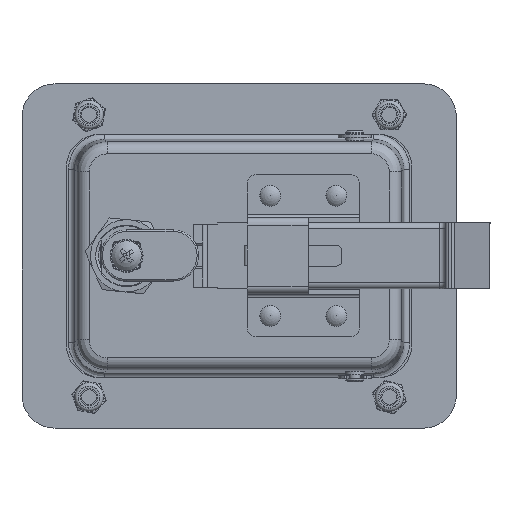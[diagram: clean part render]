
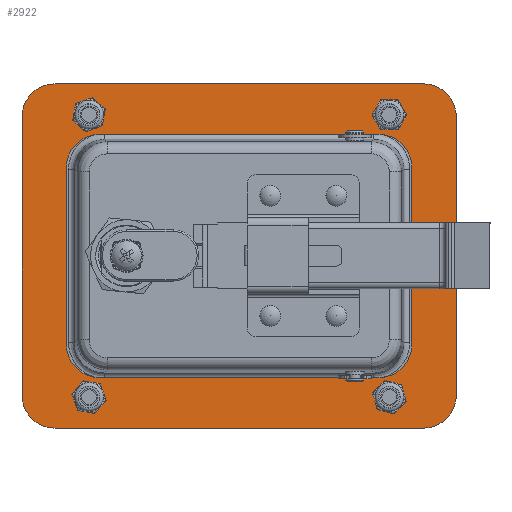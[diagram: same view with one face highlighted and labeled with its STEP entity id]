
A CAD part, top view. The second image highlights one B-rep face of the part: STEP entity #2922.
In plain terms, the highlighted planar face has unit normal (0, 0, 1).
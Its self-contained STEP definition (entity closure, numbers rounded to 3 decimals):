
#2922=ADVANCED_FACE('',(#5478,#5479,#5480,#5481,#5482,#5483),#5484,.F.);
#5478=FACE_BOUND('',#14120,.T.);
#5479=FACE_BOUND('',#14121,.T.);
#5480=FACE_BOUND('',#14122,.T.);
#5481=FACE_BOUND('',#14123,.T.);
#5482=FACE_OUTER_BOUND('',#14124,.T.);
#5483=FACE_BOUND('',#14125,.T.);
#5484=PLANE('',#14126);
#14120=EDGE_LOOP('',(#23082));
#14121=EDGE_LOOP('',(#23083));
#14122=EDGE_LOOP('',(#23084));
#14123=EDGE_LOOP('',(#23085));
#14124=EDGE_LOOP('',(#23086,#23087,#23088,#23089,#23090,#23091,#23092,#23093));
#14125=EDGE_LOOP('',(#23094,#23095,#23096,#23097,#23098,#23099,#23100,#23101));
#14126=AXIS2_PLACEMENT_3D('',#23102,#23103,#23104);
#23082=ORIENTED_EDGE('',*,*,#26520,.T.);
#23083=ORIENTED_EDGE('',*,*,#26521,.T.);
#23084=ORIENTED_EDGE('',*,*,#26522,.T.);
#23085=ORIENTED_EDGE('',*,*,#26523,.T.);
#23086=ORIENTED_EDGE('',*,*,#26532,.F.);
#23087=ORIENTED_EDGE('',*,*,#26494,.T.);
#23088=ORIENTED_EDGE('',*,*,#26533,.F.);
#23089=ORIENTED_EDGE('',*,*,#26482,.T.);
#23090=ORIENTED_EDGE('',*,*,#26534,.F.);
#23091=ORIENTED_EDGE('',*,*,#26486,.T.);
#23092=ORIENTED_EDGE('',*,*,#26535,.F.);
#23093=ORIENTED_EDGE('',*,*,#26490,.T.);
#23094=ORIENTED_EDGE('',*,*,#26536,.T.);
#23095=ORIENTED_EDGE('',*,*,#26512,.T.);
#23096=ORIENTED_EDGE('',*,*,#26537,.T.);
#23097=ORIENTED_EDGE('',*,*,#26506,.T.);
#23098=ORIENTED_EDGE('',*,*,#26538,.T.);
#23099=ORIENTED_EDGE('',*,*,#26497,.T.);
#23100=ORIENTED_EDGE('',*,*,#26539,.T.);
#23101=ORIENTED_EDGE('',*,*,#26518,.T.);
#23102=CARTESIAN_POINT('',(-72.3,-57.3,1.5));
#23103=DIRECTION('',(-0.0,0.0,-1.0));
#23104=DIRECTION('',(-1.0,0.,0.0));
#26482=EDGE_CURVE('',#31196,#31194,#31197,.F.);
#26486=EDGE_CURVE('',#31204,#31202,#31205,.F.);
#26490=EDGE_CURVE('',#31212,#31210,#31213,.F.);
#26494=EDGE_CURVE('',#31220,#31218,#31221,.F.);
#26497=EDGE_CURVE('',#31225,#31223,#31226,.T.);
#26506=EDGE_CURVE('',#31240,#31238,#31241,.T.);
#26512=EDGE_CURVE('',#31250,#31248,#31251,.T.);
#26518=EDGE_CURVE('',#31260,#31258,#31261,.T.);
#26520=EDGE_CURVE('',#31263,#31263,#31264,.T.);
#26521=EDGE_CURVE('',#31265,#31265,#31266,.T.);
#26522=EDGE_CURVE('',#31267,#31267,#31268,.T.);
#26523=EDGE_CURVE('',#31269,#31269,#31270,.T.);
#26532=EDGE_CURVE('',#31220,#31210,#31279,.T.);
#26533=EDGE_CURVE('',#31196,#31218,#31280,.T.);
#26534=EDGE_CURVE('',#31204,#31194,#31281,.T.);
#26535=EDGE_CURVE('',#31212,#31202,#31282,.T.);
#26536=EDGE_CURVE('',#31258,#31250,#31283,.T.);
#26537=EDGE_CURVE('',#31248,#31240,#31284,.T.);
#26538=EDGE_CURVE('',#31238,#31225,#31285,.T.);
#26539=EDGE_CURVE('',#31223,#31260,#31286,.T.);
#31194=VERTEX_POINT('',#40419);
#31196=VERTEX_POINT('',#40422);
#31197=CIRCLE('',#40423,11.);
#31202=VERTEX_POINT('',#40429);
#31204=VERTEX_POINT('',#40432);
#31205=CIRCLE('',#40433,11.);
#31210=VERTEX_POINT('',#40439);
#31212=VERTEX_POINT('',#40442);
#31213=CIRCLE('',#40443,11.);
#31218=VERTEX_POINT('',#40449);
#31220=VERTEX_POINT('',#40452);
#31221=CIRCLE('',#40453,11.);
#31223=VERTEX_POINT('',#40456);
#31225=VERTEX_POINT('',#40459);
#31226=CIRCLE('',#40460,11.);
#31238=VERTEX_POINT('',#40477);
#31240=VERTEX_POINT('',#40480);
#31241=CIRCLE('',#40481,11.);
#31248=VERTEX_POINT('',#40491);
#31250=VERTEX_POINT('',#40494);
#31251=CIRCLE('',#40495,11.);
#31258=VERTEX_POINT('',#40505);
#31260=VERTEX_POINT('',#40508);
#31261=CIRCLE('',#40509,11.);
#31263=VERTEX_POINT('',#40512);
#31264=CIRCLE('',#40513,3.5);
#31265=VERTEX_POINT('',#40514);
#31266=CIRCLE('',#40515,3.5);
#31267=VERTEX_POINT('',#40516);
#31268=CIRCLE('',#40517,3.5);
#31269=VERTEX_POINT('',#40518);
#31270=CIRCLE('',#40519,3.5);
#31279=LINE('',#40536,#40537);
#31280=LINE('',#40538,#40539);
#31281=LINE('',#40540,#40541);
#31282=LINE('',#40542,#40543);
#31283=LINE('',#40544,#40545);
#31284=LINE('',#40546,#40547);
#31285=LINE('',#40548,#40549);
#31286=LINE('',#40550,#40551);
#40419=CARTESIAN_POINT('',(-61.3,-57.3,1.5));
#40422=CARTESIAN_POINT('',(-72.3,-46.3,1.5));
#40423=AXIS2_PLACEMENT_3D('',#45139,#45140,#45141);
#40429=CARTESIAN_POINT('',(72.3,-46.3,1.5));
#40432=CARTESIAN_POINT('',(61.3,-57.3,1.5));
#40433=AXIS2_PLACEMENT_3D('',#45147,#45148,#45149);
#40439=CARTESIAN_POINT('',(61.3,57.3,1.5));
#40442=CARTESIAN_POINT('',(72.3,46.3,1.5));
#40443=AXIS2_PLACEMENT_3D('',#45155,#45156,#45157);
#40449=CARTESIAN_POINT('',(-72.3,46.3,1.5));
#40452=CARTESIAN_POINT('',(-61.3,57.3,1.5));
#40453=AXIS2_PLACEMENT_3D('',#45163,#45164,#45165);
#40456=CARTESIAN_POINT('',(-46.5,40.5,1.5));
#40459=CARTESIAN_POINT('',(-57.5,29.5,1.5));
#40460=AXIS2_PLACEMENT_3D('',#45168,#45169,#45170);
#40477=CARTESIAN_POINT('',(-57.5,-29.5,1.5));
#40480=CARTESIAN_POINT('',(-46.5,-40.5,1.5));
#40481=AXIS2_PLACEMENT_3D('',#45183,#45184,#45185);
#40491=CARTESIAN_POINT('',(46.5,-40.5,1.5));
#40494=CARTESIAN_POINT('',(57.5,-29.5,1.5));
#40495=AXIS2_PLACEMENT_3D('',#45193,#45194,#45195);
#40505=CARTESIAN_POINT('',(57.5,29.5,1.5));
#40508=CARTESIAN_POINT('',(46.5,40.5,1.5));
#40509=AXIS2_PLACEMENT_3D('',#45203,#45204,#45205);
#40512=CARTESIAN_POINT('',(-50.0,-50.5,1.5));
#40513=AXIS2_PLACEMENT_3D('',#45207,#45208,#45209);
#40514=CARTESIAN_POINT('',(50.,-50.5,1.5));
#40515=AXIS2_PLACEMENT_3D('',#45210,#45211,#45212);
#40516=CARTESIAN_POINT('',(50.,43.5,1.5));
#40517=AXIS2_PLACEMENT_3D('',#45213,#45214,#45215);
#40518=CARTESIAN_POINT('',(-50.0,43.5,1.5));
#40519=AXIS2_PLACEMENT_3D('',#45216,#45217,#45218);
#40536=CARTESIAN_POINT('',(-72.3,57.3,1.5));
#40537=VECTOR('',#45227,1.0);
#40538=CARTESIAN_POINT('',(-72.3,-57.3,1.5));
#40539=VECTOR('',#45228,1.0);
#40540=CARTESIAN_POINT('',(72.3,-57.3,1.5));
#40541=VECTOR('',#45229,1.0);
#40542=CARTESIAN_POINT('',(72.3,57.3,1.5));
#40543=VECTOR('',#45230,1.0);
#40544=CARTESIAN_POINT('',(57.5,40.5,1.5));
#40545=VECTOR('',#45231,1.0);
#40546=CARTESIAN_POINT('',(57.5,-40.5,1.5));
#40547=VECTOR('',#45232,1.0);
#40548=CARTESIAN_POINT('',(-57.5,-40.5,1.5));
#40549=VECTOR('',#45233,1.0);
#40550=CARTESIAN_POINT('',(-57.5,40.5,1.5));
#40551=VECTOR('',#45234,1.0);
#45139=CARTESIAN_POINT('',(-61.3,-46.3,1.5));
#45140=DIRECTION('',(0.0,0.0,-1.0));
#45141=DIRECTION('',(0.,-1.0,0.0));
#45147=CARTESIAN_POINT('',(61.3,-46.3,1.5));
#45148=DIRECTION('',(0.0,0.0,-1.0));
#45149=DIRECTION('',(0.,-1.0,0.0));
#45155=CARTESIAN_POINT('',(61.3,46.3,1.5));
#45156=DIRECTION('',(0.0,0.0,-1.0));
#45157=DIRECTION('',(0.,-1.0,0.0));
#45163=CARTESIAN_POINT('',(-61.3,46.3,1.5));
#45164=DIRECTION('',(0.0,0.0,-1.0));
#45165=DIRECTION('',(0.,-1.0,0.0));
#45168=CARTESIAN_POINT('',(-46.5,29.5,1.5));
#45169=DIRECTION('',(0.0,0.0,-1.0));
#45170=DIRECTION('',(0.,-1.0,0.0));
#45183=CARTESIAN_POINT('',(-46.5,-29.5,1.5));
#45184=DIRECTION('',(0.0,0.0,-1.0));
#45185=DIRECTION('',(0.,-1.0,0.0));
#45193=CARTESIAN_POINT('',(46.5,-29.5,1.5));
#45194=DIRECTION('',(0.0,0.0,-1.0));
#45195=DIRECTION('',(0.,-1.0,0.0));
#45203=CARTESIAN_POINT('',(46.5,29.5,1.5));
#45204=DIRECTION('',(0.0,0.0,-1.0));
#45205=DIRECTION('',(0.,-1.0,0.0));
#45207=CARTESIAN_POINT('',(-50.0,-47.,1.5));
#45208=DIRECTION('',(0.0,0.0,-1.0));
#45209=DIRECTION('',(0.,-1.0,0.0));
#45210=CARTESIAN_POINT('',(50.,-47.,1.5));
#45211=DIRECTION('',(0.0,0.0,-1.0));
#45212=DIRECTION('',(0.,-1.0,0.0));
#45213=CARTESIAN_POINT('',(50.,47.0,1.5));
#45214=DIRECTION('',(0.0,0.0,-1.0));
#45215=DIRECTION('',(0.,-1.0,0.0));
#45216=CARTESIAN_POINT('',(-50.0,47.0,1.5));
#45217=DIRECTION('',(0.0,0.0,-1.0));
#45218=DIRECTION('',(0.,-1.0,0.0));
#45227=DIRECTION('',(1.0,0.,0.0));
#45228=DIRECTION('',(0.,1.0,0.0));
#45229=DIRECTION('',(-1.0,0.,0.0));
#45230=DIRECTION('',(0.,-1.0,0.0));
#45231=DIRECTION('',(0.,-1.0,0.0));
#45232=DIRECTION('',(-1.0,0.,0.0));
#45233=DIRECTION('',(0.,1.0,0.0));
#45234=DIRECTION('',(1.0,0.,0.0));
